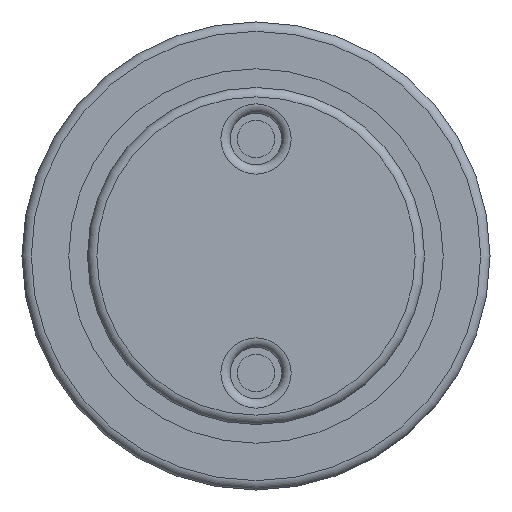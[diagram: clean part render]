
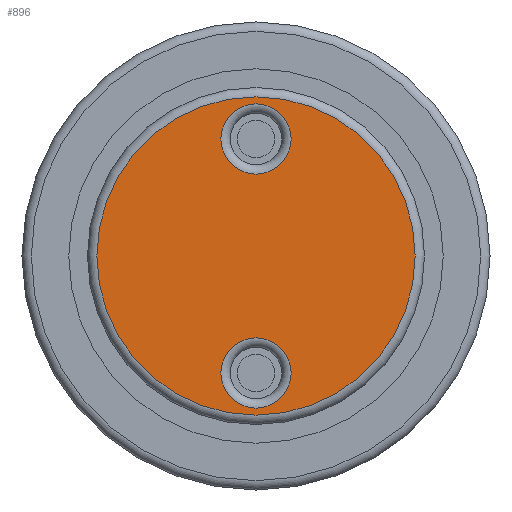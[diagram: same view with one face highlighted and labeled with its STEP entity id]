
A CAD part, front view. The second image highlights one B-rep face of the part: STEP entity #896.
In plain terms, the highlighted planar face has unit normal (0, -1, 0).
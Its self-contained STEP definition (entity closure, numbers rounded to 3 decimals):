
#149=FACE_BOUND('',#246,.T.);
#150=FACE_BOUND('',#247,.T.);
#156=PLANE('',#970);
#190=FACE_OUTER_BOUND('',#245,.T.);
#245=EDGE_LOOP('',(#601,#602));
#246=EDGE_LOOP('',(#603,#604));
#247=EDGE_LOOP('',(#605,#606));
#306=CIRCLE('',#965,0.75);
#310=CIRCLE('',#969,0.75);
#311=CIRCLE('',#971,3.4);
#312=CIRCLE('',#972,3.4);
#313=CIRCLE('',#973,0.75);
#314=CIRCLE('',#974,0.75);
#377=VERTEX_POINT('',#1407);
#378=VERTEX_POINT('',#1408);
#381=VERTEX_POINT('',#1417);
#382=VERTEX_POINT('',#1418);
#383=VERTEX_POINT('',#1421);
#384=VERTEX_POINT('',#1422);
#463=EDGE_CURVE('',#377,#378,#306,.T.);
#467=EDGE_CURVE('',#378,#377,#310,.T.);
#468=EDGE_CURVE('',#381,#382,#311,.T.);
#469=EDGE_CURVE('',#382,#381,#312,.T.);
#470=EDGE_CURVE('',#383,#384,#313,.T.);
#471=EDGE_CURVE('',#384,#383,#314,.T.);
#601=ORIENTED_EDGE('',*,*,#468,.F.);
#602=ORIENTED_EDGE('',*,*,#469,.F.);
#603=ORIENTED_EDGE('',*,*,#470,.F.);
#604=ORIENTED_EDGE('',*,*,#471,.F.);
#605=ORIENTED_EDGE('',*,*,#463,.F.);
#606=ORIENTED_EDGE('',*,*,#467,.F.);
#896=ADVANCED_FACE('',(#190,#149,#150),#156,.F.);
#965=AXIS2_PLACEMENT_3D('',#1409,#1094,#1095);
#969=AXIS2_PLACEMENT_3D('',#1415,#1102,#1103);
#970=AXIS2_PLACEMENT_3D('',#1416,#1104,#1105);
#971=AXIS2_PLACEMENT_3D('',#1419,#1106,#1107);
#972=AXIS2_PLACEMENT_3D('',#1420,#1108,#1109);
#973=AXIS2_PLACEMENT_3D('',#1423,#1110,#1111);
#974=AXIS2_PLACEMENT_3D('',#1424,#1112,#1113);
#1094=DIRECTION('center_axis',(0.,-1.,0.));
#1095=DIRECTION('ref_axis',(-1.,0.,0.));
#1102=DIRECTION('center_axis',(0.,-1.,0.));
#1103=DIRECTION('ref_axis',(-1.,0.,0.));
#1104=DIRECTION('center_axis',(0.,1.,0.));
#1105=DIRECTION('ref_axis',(0.,0.,1.));
#1106=DIRECTION('center_axis',(0.,1.,0.));
#1107=DIRECTION('ref_axis',(-1.,0.,0.));
#1108=DIRECTION('center_axis',(0.,1.,0.));
#1109=DIRECTION('ref_axis',(-1.,0.,0.));
#1110=DIRECTION('center_axis',(0.,-1.,0.));
#1111=DIRECTION('ref_axis',(-1.,0.,0.));
#1112=DIRECTION('center_axis',(0.,-1.,0.));
#1113=DIRECTION('ref_axis',(-1.,0.,0.));
#1407=CARTESIAN_POINT('',(0.75,-0.2,2.5));
#1408=CARTESIAN_POINT('',(0.,-0.2,1.75));
#1409=CARTESIAN_POINT('Origin',(0.,-0.2,2.5));
#1415=CARTESIAN_POINT('Origin',(0.,-0.2,2.5));
#1416=CARTESIAN_POINT('Origin',(0.,-0.2,0.));
#1417=CARTESIAN_POINT('',(3.4,-0.2,0.));
#1418=CARTESIAN_POINT('',(0.,-0.2,3.4));
#1419=CARTESIAN_POINT('Origin',(0.,-0.2,0.));
#1420=CARTESIAN_POINT('Origin',(0.,-0.2,0.));
#1421=CARTESIAN_POINT('',(0.75,-0.2,-2.5));
#1422=CARTESIAN_POINT('',(0.,-0.2,-3.25));
#1423=CARTESIAN_POINT('Origin',(0.,-0.2,-2.5));
#1424=CARTESIAN_POINT('Origin',(0.,-0.2,-2.5));
